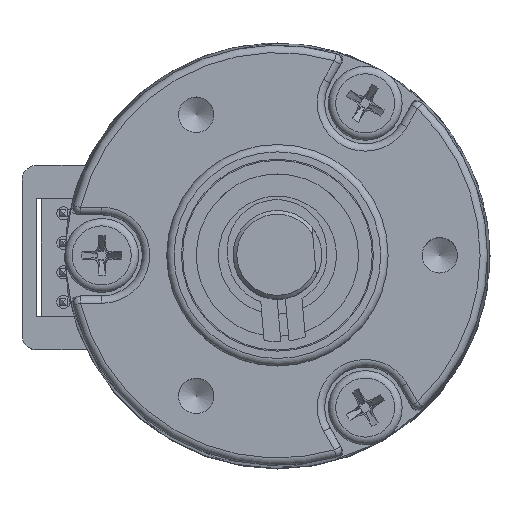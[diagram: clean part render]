
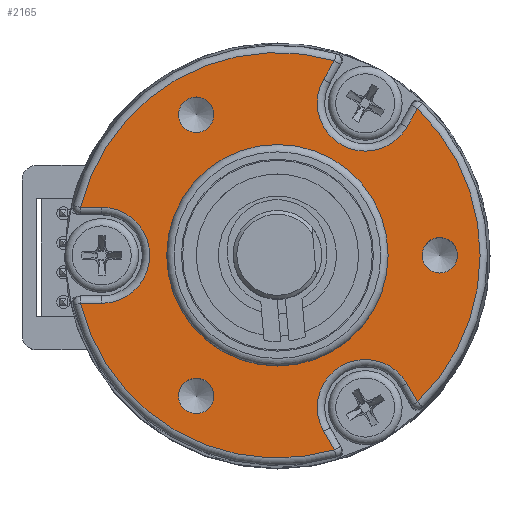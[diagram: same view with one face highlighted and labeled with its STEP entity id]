
A CAD part, top view. The second image highlights one B-rep face of the part: STEP entity #2165.
In plain terms, the highlighted planar face has unit normal (0, 0, 1).
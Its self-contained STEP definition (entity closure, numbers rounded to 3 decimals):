
#1124=FACE_BOUND('',#6136,.T.);
#1125=FACE_BOUND('',#6137,.T.);
#1126=FACE_BOUND('',#6138,.T.);
#1127=FACE_BOUND('',#6139,.T.);
#1128=FACE_BOUND('',#6140,.T.);
#1597=CIRCLE('',#28419,1.2);
#1598=CIRCLE('',#28420,1.2);
#1599=CIRCLE('',#28421,1.2);
#1600=CIRCLE('',#28422,13.731);
#1601=CIRCLE('',#28423,3.25);
#1602=CIRCLE('',#28424,13.731);
#1603=CIRCLE('',#28425,3.25);
#1604=CIRCLE('',#28426,13.731);
#1605=CIRCLE('',#28427,3.25);
#1606=CIRCLE('',#28428,7.5);
#2165=ADVANCED_FACE('',(#1124,#1125,#1126,#1127,#1128),#3614,.T.);
#3614=PLANE('',#28429);
#6136=EDGE_LOOP('',(#14167));
#6137=EDGE_LOOP('',(#14168));
#6138=EDGE_LOOP('',(#14169));
#6139=EDGE_LOOP('',(#14170,#14171,#14172,#14173,#14174,#14175,#14176,#14177,
#14178,#14179,#14180,#14181));
#6140=EDGE_LOOP('',(#14182));
#7838=LINE('',#38239,#10833);
#7839=LINE('',#38243,#10834);
#7840=LINE('',#38247,#10835);
#7841=LINE('',#38251,#10836);
#7842=LINE('',#38255,#10837);
#7843=LINE('',#38259,#10838);
#10833=VECTOR('',#30814,1.);
#10834=VECTOR('',#30817,1.);
#10835=VECTOR('',#30820,1.);
#10836=VECTOR('',#30823,1.);
#10837=VECTOR('',#30826,1.);
#10838=VECTOR('',#30829,1.);
#14167=ORIENTED_EDGE('',*,*,#24286,.T.);
#14168=ORIENTED_EDGE('',*,*,#24287,.T.);
#14169=ORIENTED_EDGE('',*,*,#24288,.T.);
#14170=ORIENTED_EDGE('',*,*,#24289,.T.);
#14171=ORIENTED_EDGE('',*,*,#24290,.T.);
#14172=ORIENTED_EDGE('',*,*,#24291,.T.);
#14173=ORIENTED_EDGE('',*,*,#24292,.T.);
#14174=ORIENTED_EDGE('',*,*,#24293,.T.);
#14175=ORIENTED_EDGE('',*,*,#24294,.T.);
#14176=ORIENTED_EDGE('',*,*,#24295,.T.);
#14177=ORIENTED_EDGE('',*,*,#24296,.T.);
#14178=ORIENTED_EDGE('',*,*,#24297,.T.);
#14179=ORIENTED_EDGE('',*,*,#24298,.T.);
#14180=ORIENTED_EDGE('',*,*,#24299,.T.);
#14181=ORIENTED_EDGE('',*,*,#24300,.T.);
#14182=ORIENTED_EDGE('',*,*,#24301,.F.);
#21650=VERTEX_POINT('',#38231);
#21651=VERTEX_POINT('',#38233);
#21652=VERTEX_POINT('',#38235);
#21653=VERTEX_POINT('',#38237);
#21654=VERTEX_POINT('',#38238);
#21655=VERTEX_POINT('',#38240);
#21656=VERTEX_POINT('',#38242);
#21657=VERTEX_POINT('',#38244);
#21658=VERTEX_POINT('',#38246);
#21659=VERTEX_POINT('',#38248);
#21660=VERTEX_POINT('',#38250);
#21661=VERTEX_POINT('',#38252);
#21662=VERTEX_POINT('',#38254);
#21663=VERTEX_POINT('',#38256);
#21664=VERTEX_POINT('',#38258);
#21665=VERTEX_POINT('',#38261);
#24286=EDGE_CURVE('',#21650,#21650,#1597,.T.);
#24287=EDGE_CURVE('',#21651,#21651,#1598,.T.);
#24288=EDGE_CURVE('',#21652,#21652,#1599,.T.);
#24289=EDGE_CURVE('',#21653,#21654,#1600,.T.);
#24290=EDGE_CURVE('',#21654,#21655,#7838,.T.);
#24291=EDGE_CURVE('',#21655,#21656,#1601,.T.);
#24292=EDGE_CURVE('',#21656,#21657,#7839,.T.);
#24293=EDGE_CURVE('',#21657,#21658,#1602,.T.);
#24294=EDGE_CURVE('',#21658,#21659,#7840,.T.);
#24295=EDGE_CURVE('',#21659,#21660,#1603,.T.);
#24296=EDGE_CURVE('',#21660,#21661,#7841,.T.);
#24297=EDGE_CURVE('',#21661,#21662,#1604,.T.);
#24298=EDGE_CURVE('',#21662,#21663,#7842,.T.);
#24299=EDGE_CURVE('',#21663,#21664,#1605,.T.);
#24300=EDGE_CURVE('',#21664,#21653,#7843,.T.);
#24301=EDGE_CURVE('',#21665,#21665,#1606,.T.);
#28419=AXIS2_PLACEMENT_3D('',#38230,#30806,#30807);
#28420=AXIS2_PLACEMENT_3D('',#38232,#30808,#30809);
#28421=AXIS2_PLACEMENT_3D('',#38234,#30810,#30811);
#28422=AXIS2_PLACEMENT_3D('',#38236,#30812,#30813);
#28423=AXIS2_PLACEMENT_3D('',#38241,#30815,#30816);
#28424=AXIS2_PLACEMENT_3D('',#38245,#30818,#30819);
#28425=AXIS2_PLACEMENT_3D('',#38249,#30821,#30822);
#28426=AXIS2_PLACEMENT_3D('',#38253,#30824,#30825);
#28427=AXIS2_PLACEMENT_3D('',#38257,#30827,#30828);
#28428=AXIS2_PLACEMENT_3D('',#38260,#30830,#30831);
#28429=AXIS2_PLACEMENT_3D('',#38262,#30832,#30833);
#30806=DIRECTION('',(0.,0.,-1.));
#30807=DIRECTION('',(0.5,-0.866,0.));
#30808=DIRECTION('',(0.,0.,-1.));
#30809=DIRECTION('',(-1.,0.,0.));
#30810=DIRECTION('',(0.,0.,-1.));
#30811=DIRECTION('',(0.5,0.866,0.));
#30812=DIRECTION('',(0.,0.,1.));
#30813=DIRECTION('',(-0.5,-0.866,0.));
#30814=DIRECTION('',(-0.5,0.866,0.));
#30815=DIRECTION('',(0.,0.,-1.));
#30816=DIRECTION('',(-0.5,-0.866,0.));
#30817=DIRECTION('',(0.5,-0.866,0.));
#30818=DIRECTION('',(0.,0.,1.));
#30819=DIRECTION('',(-0.5,-0.866,0.));
#30820=DIRECTION('',(-0.5,-0.866,0.));
#30821=DIRECTION('',(0.,0.,-1.));
#30822=DIRECTION('',(-0.5,-0.866,0.));
#30823=DIRECTION('',(0.5,0.866,0.));
#30824=DIRECTION('',(0.,0.,1.));
#30825=DIRECTION('',(-0.5,-0.866,0.));
#30826=DIRECTION('',(1.,0.,0.));
#30827=DIRECTION('',(0.,0.,-1.));
#30828=DIRECTION('',(-0.5,-0.866,0.));
#30829=DIRECTION('',(-1.,0.,0.));
#30830=DIRECTION('',(0.,0.,1.));
#30831=DIRECTION('',(-0.5,-0.866,0.));
#30832=DIRECTION('',(0.,0.,1.));
#30833=DIRECTION('',(-0.5,-0.866,0.));
#38230=CARTESIAN_POINT('',(-5.5,9.526,20.5));
#38231=CARTESIAN_POINT('',(-4.9,8.487,20.5));
#38232=CARTESIAN_POINT('',(11.,0.,20.5));
#38233=CARTESIAN_POINT('',(9.8,0.,20.5));
#38234=CARTESIAN_POINT('',(-5.5,-9.526,20.5));
#38235=CARTESIAN_POINT('',(-4.9,-8.487,20.5));
#38236=CARTESIAN_POINT('',(0.,0.,20.5));
#38237=CARTESIAN_POINT('',(-13.34,-3.25,20.5));
#38238=CARTESIAN_POINT('',(3.856,-13.178,20.5));
#38239=CARTESIAN_POINT('',(3.135,-11.931,20.5));
#38240=CARTESIAN_POINT('',(3.135,-11.931,20.5));
#38241=CARTESIAN_POINT('',(5.95,-10.306,20.5));
#38242=CARTESIAN_POINT('',(8.765,-8.681,20.5));
#38243=CARTESIAN_POINT('',(2.815,1.625,20.5));
#38244=CARTESIAN_POINT('',(9.485,-9.928,20.5));
#38245=CARTESIAN_POINT('',(0.,0.,20.5));
#38246=CARTESIAN_POINT('',(9.485,9.928,20.5));
#38247=CARTESIAN_POINT('',(8.765,8.681,20.5));
#38248=CARTESIAN_POINT('',(8.765,8.681,20.5));
#38249=CARTESIAN_POINT('',(5.95,10.306,20.5));
#38250=CARTESIAN_POINT('',(3.135,11.931,20.5));
#38251=CARTESIAN_POINT('',(-2.815,1.625,20.5));
#38252=CARTESIAN_POINT('',(3.856,13.178,20.5));
#38253=CARTESIAN_POINT('',(0.,0.,20.5));
#38254=CARTESIAN_POINT('',(-13.34,3.25,20.5));
#38255=CARTESIAN_POINT('',(-11.9,3.25,20.5));
#38256=CARTESIAN_POINT('',(-11.9,3.25,20.5));
#38257=CARTESIAN_POINT('',(-11.9,0.,20.5));
#38258=CARTESIAN_POINT('',(-11.9,-3.25,20.5));
#38259=CARTESIAN_POINT('',(0.,-3.25,20.5));
#38260=CARTESIAN_POINT('',(0.,0.,
20.5));
#38261=CARTESIAN_POINT('',(-3.75,-6.495,20.5));
#38262=CARTESIAN_POINT('',(0.,0.,20.5));
